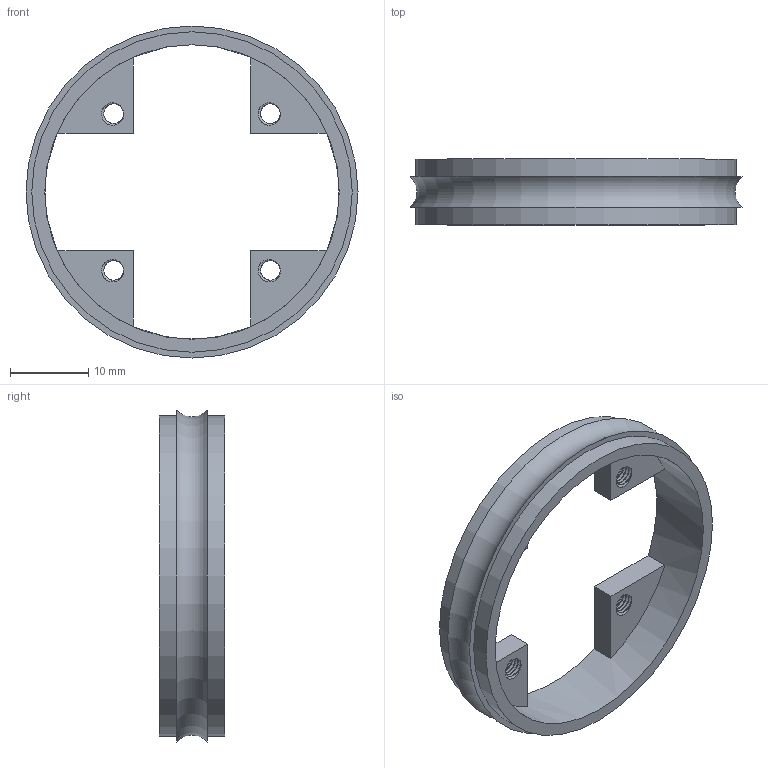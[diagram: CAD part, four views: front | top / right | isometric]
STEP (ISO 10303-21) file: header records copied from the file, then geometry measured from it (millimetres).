
FILE_DESCRIPTION(/* description */ (''),/* implementation_level */ '2;1');
FILE_NAME(/* name */ 'MEMS Measurement Jig v4.step',/* time_stamp */ '2017-06-01T10:52:08-07:00',/* author */ (''),/* organization */ (''),/* preprocessor_version */ 'ST-DEVELOPER v16.13',/* originating_system */ 'Autodesk Translation Framework v6.1.1.50',/* authorisation */ '');
FILE_SCHEMA (('AUTOMOTIVE_DESIGN { 1 0 10303 214 3 1 1 }'));
Length unit declared in the file: inch
Products named in the file (1): MEMS Measurement Jig2 v4
Bounding box: 42.38 x 8.38 x 42.38 mm (x, y, z)
Volume: 2415.3 mm3; surface area: 3399.9 mm2
Topology: 1 solids, 1 shells, 36 faces, 96 edges, 64 vertices
Faces by surface type: plane 16, cylinder 11, bspline 8, torus 1
Full cylindrical faces by diameter (mm): 37.592 x1, 40.894 x2
Entity records: 4330 total; most frequent: CARTESIAN_POINT 3463, ORIENTED_EDGE 182, DIRECTION 148, EDGE_CURVE 91, VERTEX_POINT 63, AXIS2_PLACEMENT_3D 60, EDGE_LOOP 52, FACE_OUTER_BOUND 36
